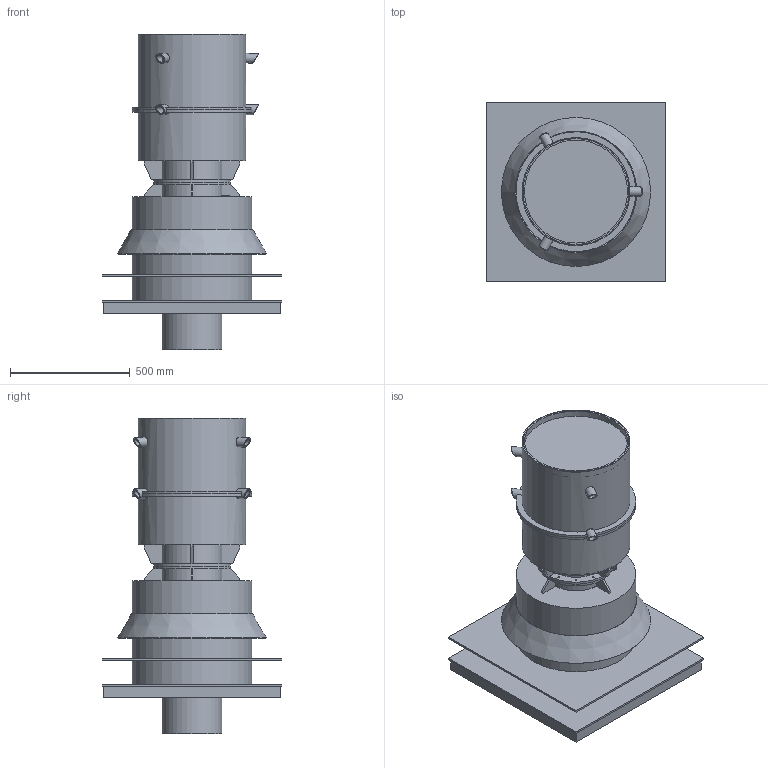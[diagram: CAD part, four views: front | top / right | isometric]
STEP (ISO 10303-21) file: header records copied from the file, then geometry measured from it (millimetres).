
FILE_DESCRIPTION(/* description */ ('VRV160_SDS'),/* implementation_level */ '2;1');
FILE_NAME(/* name */ 'VRV160_SDS_model.stp',/* time_stamp */ '2021-07-22T15:54:02+02:00',/* author */ ('Rissler'),/* organization */ ('Mietzsch GmbH Lufttechnik Dresden'),/* preprocessor_version */ 'ST-DEVELOPER v18.1',/* originating_system */ 'Autodesk Inventor 2020',/* authorisation */ '');
FILE_SCHEMA (('AUTOMOTIVE_DESIGN { 1 0 10303 214 3 1 1 }'));
Length unit declared in the file: millimetre
Products named in the file (1): VRV_iL_CSV
Bounding box: 750 x 750 x 1318 mm (x, y, z)
Volume: 80819971.3 mm3; surface area: 7471839.2 mm2
Topology: 18 solids, 18 shells, 224 faces, 556 edges, 364 vertices
Faces by surface type: plane 129, cylinder 91, cone 4
Full cylindrical faces by diameter (mm): 7 x24, 29 x1, 30 x9, 32 x2, 40 x9, 242 x1, 244 x2, 250 x6, 320 x2, 430 x1, 442 x2, 450 x1, 500 x3
Entity records: 7661 total; most frequent: CARTESIAN_POINT 1968, DIRECTION 1157, ORIENTED_EDGE 1118, EDGE_CURVE 559, AXIS2_PLACEMENT_3D 425, VERTEX_POINT 364, EDGE_LOOP 315, LINE 307
